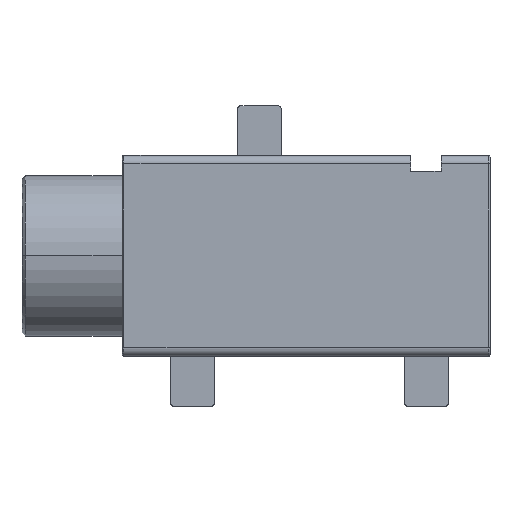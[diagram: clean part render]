
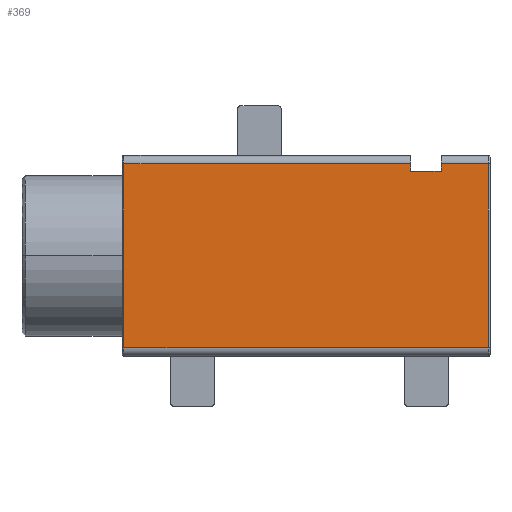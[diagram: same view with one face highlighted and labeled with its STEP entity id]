
A CAD part, top view. The second image highlights one B-rep face of the part: STEP entity #369.
In plain terms, the highlighted planar face has unit normal (0, 0, 1).
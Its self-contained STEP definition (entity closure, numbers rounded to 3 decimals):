
#2 = VECTOR ( 'NONE', #1660, 1000. ) ;
#26 = CARTESIAN_POINT ( 'NONE',  ( 5.437, 3.007, 5. ) ) ;
#27 = ORIENTED_EDGE ( 'NONE', *, *, #1023, .F. ) ;
#40 = VERTEX_POINT ( 'NONE', #1046 ) ;
#69 = EDGE_CURVE ( 'NONE', #1655, #1513, #490, .T. ) ;
#82 = LINE ( 'NONE', #1251, #137 ) ;
#137 = VECTOR ( 'NONE', #1735, 1000. ) ;
#151 = ORIENTED_EDGE ( 'NONE', *, *, #931, .T. ) ;
#168 = CARTESIAN_POINT ( 'NONE',  ( 6.85, 0., 5. ) ) ;
#239 = CARTESIAN_POINT ( 'NONE',  ( 1.4, 2.75, 5. ) ) ;
#275 = PLANE ( 'NONE',  #533 ) ;
#295 = LINE ( 'NONE', #804, #726 ) ;
#322 = EDGE_CURVE ( 'NONE', #40, #829, #1161, .T. ) ;
#336 = DIRECTION ( 'NONE',  ( -1., 0., 0. ) ) ;
#347 = VERTEX_POINT ( 'NONE', #1301 ) ;
#369 = ADVANCED_FACE ( 'NONE', ( #1596 ), #275, .F. ) ;
#378 = VECTOR ( 'NONE', #724, 1000. ) ;
#423 = CARTESIAN_POINT ( 'NONE',  ( 4.527, 0., 5. ) ) ;
#448 = VECTOR ( 'NONE', #1833, 1000. ) ;
#482 = ORIENTED_EDGE ( 'NONE', *, *, #1669, .T. ) ;
#490 = LINE ( 'NONE', #168, #2 ) ;
#533 = AXIS2_PLACEMENT_3D ( 'NONE', #1309, #870, #567 ) ;
#552 = ORIENTED_EDGE ( 'NONE', *, *, #1819, .F. ) ;
#567 = DIRECTION ( 'NONE',  ( -1., 0., 0. ) ) ;
#622 = EDGE_LOOP ( 'NONE', ( #482, #1100, #552, #1777, #1422, #1565, #27, #151 ) ) ;
#724 = DIRECTION ( 'NONE',  ( 0., -1., 0. ) ) ;
#726 = VECTOR ( 'NONE', #1392, 1000. ) ;
#804 = CARTESIAN_POINT ( 'NONE',  ( 1.4, 2.75, 5. ) ) ;
#812 = LINE ( 'NONE', #239, #448 ) ;
#829 = VERTEX_POINT ( 'NONE', #1221 ) ;
#870 = DIRECTION ( 'NONE',  ( 0., 0., -1. ) ) ;
#880 = DIRECTION ( 'NONE',  ( -1., 0., 0. ) ) ;
#888 = VECTOR ( 'NONE', #336, 1000. ) ;
#931 = EDGE_CURVE ( 'NONE', #947, #1206, #1814, .T. ) ;
#947 = VERTEX_POINT ( 'NONE', #1671 ) ;
#1023 = EDGE_CURVE ( 'NONE', #947, #1655, #812, .T. ) ;
#1029 = CARTESIAN_POINT ( 'NONE',  ( 5.437, 2.527, 5. ) ) ;
#1046 = CARTESIAN_POINT ( 'NONE',  ( 4.527, 2.75, 5. ) ) ;
#1065 = LINE ( 'NONE', #1078, #888 ) ;
#1078 = CARTESIAN_POINT ( 'NONE',  ( 1.4, -2.75, 5. ) ) ;
#1089 = DIRECTION ( 'NONE',  ( 0., -1., 0. ) ) ;
#1100 = ORIENTED_EDGE ( 'NONE', *, *, #322, .F. ) ;
#1115 = CARTESIAN_POINT ( 'NONE',  ( 6.85, -2.75, 5. ) ) ;
#1161 = LINE ( 'NONE', #423, #378 ) ;
#1164 = CARTESIAN_POINT ( 'NONE',  ( 6.85, 2.75, 5. ) ) ;
#1206 = VERTEX_POINT ( 'NONE', #1029 ) ;
#1221 = CARTESIAN_POINT ( 'NONE',  ( 4.527, 2.527, 5. ) ) ;
#1251 = CARTESIAN_POINT ( 'NONE',  ( -4.05, -2.75, 5. ) ) ;
#1258 = VERTEX_POINT ( 'NONE', #1622 ) ;
#1301 = CARTESIAN_POINT ( 'NONE',  ( -4.05, -2.75, 5. ) ) ;
#1309 = CARTESIAN_POINT ( 'NONE',  ( 1.4, 0., 5. ) ) ;
#1392 = DIRECTION ( 'NONE',  ( 1., 0., 0. ) ) ;
#1422 = ORIENTED_EDGE ( 'NONE', *, *, #1809, .F. ) ;
#1513 = VERTEX_POINT ( 'NONE', #1115 ) ;
#1554 = VECTOR ( 'NONE', #1089, 1000. ) ;
#1565 = ORIENTED_EDGE ( 'NONE', *, *, #69, .F. ) ;
#1567 = LINE ( 'NONE', #1588, #1836 ) ;
#1588 = CARTESIAN_POINT ( 'NONE',  ( 5.437, 2.527, 5. ) ) ;
#1596 = FACE_OUTER_BOUND ( 'NONE', #622, .T. ) ;
#1622 = CARTESIAN_POINT ( 'NONE',  ( -4.05, 2.75, 5. ) ) ;
#1655 = VERTEX_POINT ( 'NONE', #1164 ) ;
#1660 = DIRECTION ( 'NONE',  ( 0., -1., 0. ) ) ;
#1669 = EDGE_CURVE ( 'NONE', #1206, #829, #1567, .T. ) ;
#1671 = CARTESIAN_POINT ( 'NONE',  ( 5.437, 2.75, 5. ) ) ;
#1735 = DIRECTION ( 'NONE',  ( 0., 1., 0. ) ) ;
#1777 = ORIENTED_EDGE ( 'NONE', *, *, #1873, .F. ) ;
#1809 = EDGE_CURVE ( 'NONE', #1513, #347, #1065, .T. ) ;
#1814 = LINE ( 'NONE', #26, #1554 ) ;
#1819 = EDGE_CURVE ( 'NONE', #1258, #40, #295, .T. ) ;
#1833 = DIRECTION ( 'NONE',  ( 1., 0., 0. ) ) ;
#1836 = VECTOR ( 'NONE', #880, 1000. ) ;
#1873 = EDGE_CURVE ( 'NONE', #347, #1258, #82, .T. ) ;
